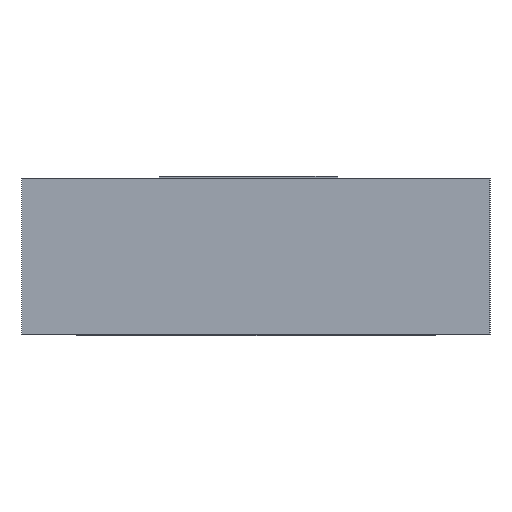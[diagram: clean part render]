
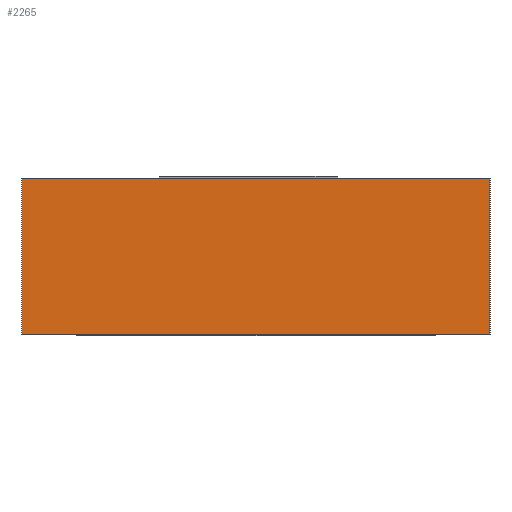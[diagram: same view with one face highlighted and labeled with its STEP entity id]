
A CAD part, left-side view. The second image highlights one B-rep face of the part: STEP entity #2265.
In plain terms, the highlighted planar face has unit normal (-1, 0, 0).
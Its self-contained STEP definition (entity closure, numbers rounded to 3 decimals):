
#358=LINE('',#3932,#581);
#359=LINE('',#3937,#582);
#360=LINE('',#3938,#583);
#361=LINE('',#3939,#584);
#581=VECTOR('',#2757,3.);
#582=VECTOR('',#2762,3.);
#583=VECTOR('',#2763,1.);
#584=VECTOR('',#2764,1.);
#660=PLANE('',#2361);
#813=FACE_OUTER_BOUND('',#962,.T.);
#962=EDGE_LOOP('',(#2108,#2109,#2110,#2111));
#1190=VERTEX_POINT('',#3925);
#1193=VERTEX_POINT('',#3930);
#1194=VERTEX_POINT('',#3935);
#1195=VERTEX_POINT('',#3936);
#1504=EDGE_CURVE('',#1193,#1190,#358,.T.);
#1505=EDGE_CURVE('',#1194,#1195,#359,.T.);
#1506=EDGE_CURVE('',#1195,#1190,#360,.T.);
#1507=EDGE_CURVE('',#1194,#1193,#361,.T.);
#2108=ORIENTED_EDGE('',*,*,#1505,.T.);
#2109=ORIENTED_EDGE('',*,*,#1506,.T.);
#2110=ORIENTED_EDGE('',*,*,#1504,.F.);
#2111=ORIENTED_EDGE('',*,*,#1507,.F.);
#2265=ADVANCED_FACE('',(#813),#660,.T.);
#2361=AXIS2_PLACEMENT_3D('',#3934,#2760,#2761);
#2757=DIRECTION('',(0.,-1.,0.));
#2760=DIRECTION('center_axis',(-1.,0.,0.));
#2761=DIRECTION('ref_axis',(0.,-1.,0.));
#2762=DIRECTION('',(0.,-1.,0.));
#2763=DIRECTION('',(0.,0.,1.));
#2764=DIRECTION('',(0.,0.,1.));
#3925=CARTESIAN_POINT('',(0.,0.,1.));
#3930=CARTESIAN_POINT('',(0.,3.,1.));
#3932=CARTESIAN_POINT('',(0.,3.,1.));
#3934=CARTESIAN_POINT('Origin',(0.,3.,0.));
#3935=CARTESIAN_POINT('',(0.,3.,0.));
#3936=CARTESIAN_POINT('',(0.,0.,0.));
#3937=CARTESIAN_POINT('',(0.,3.,0.));
#3938=CARTESIAN_POINT('',(0.,0.,0.));
#3939=CARTESIAN_POINT('',(0.,3.,0.));
